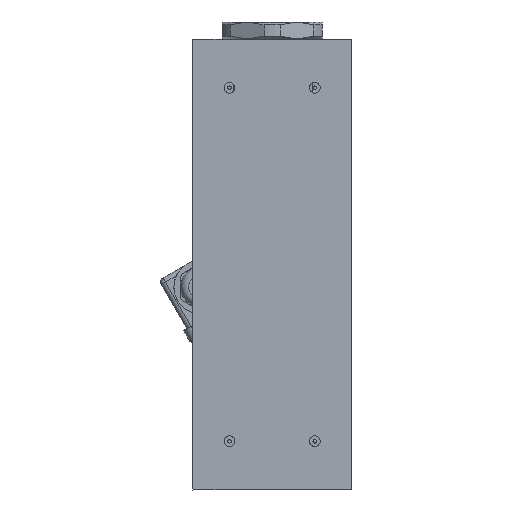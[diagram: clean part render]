
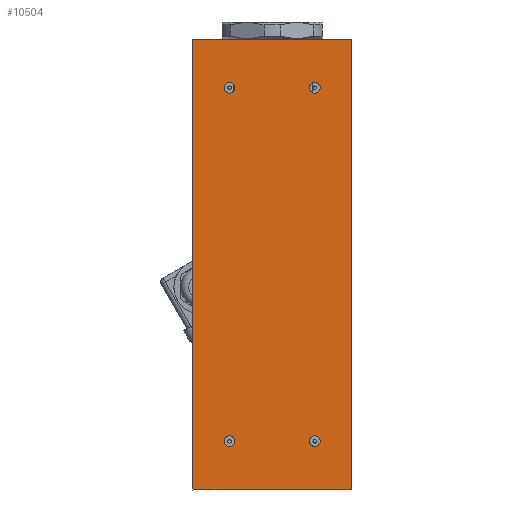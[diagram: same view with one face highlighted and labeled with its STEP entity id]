
A CAD part, front view. The second image highlights one B-rep face of the part: STEP entity #10504.
In plain terms, the highlighted planar face has unit normal (0, -1, 0).
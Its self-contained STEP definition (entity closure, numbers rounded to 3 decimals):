
#546=FACE_BOUND('',#1947,.T.);
#547=FACE_BOUND('',#1948,.T.);
#548=FACE_BOUND('',#1949,.T.);
#549=FACE_BOUND('',#1950,.T.);
#784=PLANE('',#11449);
#1273=FACE_OUTER_BOUND('',#1946,.T.);
#1946=EDGE_LOOP('',(#8402,#8403,#8404,#8405));
#1947=EDGE_LOOP('',(#8406));
#1948=EDGE_LOOP('',(#8407));
#1949=EDGE_LOOP('',(#8408));
#1950=EDGE_LOOP('',(#8409));
#2566=LINE('',#17543,#3338);
#2726=LINE('',#17899,#3498);
#2739=LINE('',#17951,#3511);
#2741=LINE('',#17954,#3513);
#3338=VECTOR('',#13347,10.);
#3498=VECTOR('',#13665,10.);
#3511=VECTOR('',#13728,10.);
#3513=VECTOR('',#13732,10.);
#4047=CIRCLE('',#11433,2.23);
#4049=CIRCLE('',#11437,2.23);
#4051=CIRCLE('',#11441,2.23);
#4053=CIRCLE('',#11445,2.23);
#4715=VERTEX_POINT('',#17536);
#4718=VERTEX_POINT('',#17541);
#4834=VERTEX_POINT('',#17895);
#4840=VERTEX_POINT('',#17916);
#4842=VERTEX_POINT('',#17924);
#4844=VERTEX_POINT('',#17932);
#4846=VERTEX_POINT('',#17940);
#4849=VERTEX_POINT('',#17949);
#5896=EDGE_CURVE('',#4718,#4715,#2566,.T.);
#6071=EDGE_CURVE('',#4715,#4834,#2726,.T.);
#6079=EDGE_CURVE('',#4840,#4840,#4047,.T.);
#6083=EDGE_CURVE('',#4842,#4842,#4049,.T.);
#6087=EDGE_CURVE('',#4844,#4844,#4051,.T.);
#6091=EDGE_CURVE('',#4846,#4846,#4053,.T.);
#6096=EDGE_CURVE('',#4718,#4849,#2739,.T.);
#6098=EDGE_CURVE('',#4849,#4834,#2741,.T.);
#8402=ORIENTED_EDGE('',*,*,#6098,.T.);
#8403=ORIENTED_EDGE('',*,*,#6071,.F.);
#8404=ORIENTED_EDGE('',*,*,#5896,.F.);
#8405=ORIENTED_EDGE('',*,*,#6096,.T.);
#8406=ORIENTED_EDGE('',*,*,#6079,.T.);
#8407=ORIENTED_EDGE('',*,*,#6083,.T.);
#8408=ORIENTED_EDGE('',*,*,#6087,.T.);
#8409=ORIENTED_EDGE('',*,*,#6091,.T.);
#10504=ADVANCED_FACE('',(#1273,#546,#547,#548,#549),#784,.T.);
#11433=AXIS2_PLACEMENT_3D('',#17917,#13687,#13688);
#11437=AXIS2_PLACEMENT_3D('',#17925,#13697,#13698);
#11441=AXIS2_PLACEMENT_3D('',#17933,#13707,#13708);
#11445=AXIS2_PLACEMENT_3D('',#17941,#13717,#13718);
#11449=AXIS2_PLACEMENT_3D('',#17953,#13730,#13731);
#13347=DIRECTION('',(1.,0.,0.));
#13665=DIRECTION('',(0.,0.,-1.));
#13687=DIRECTION('center_axis',(0.,1.,0.));
#13688=DIRECTION('ref_axis',(-1.,0.,0.));
#13697=DIRECTION('center_axis',(0.,1.,0.));
#13698=DIRECTION('ref_axis',(-1.,0.,0.));
#13707=DIRECTION('center_axis',(0.,1.,0.));
#13708=DIRECTION('ref_axis',(-1.,0.,0.));
#13717=DIRECTION('center_axis',(0.,1.,0.));
#13718=DIRECTION('ref_axis',(-1.,0.,0.));
#13728=DIRECTION('',(0.,0.,-1.));
#13730=DIRECTION('center_axis',(0.,-1.,0.));
#13731=DIRECTION('ref_axis',(0.,0.,
1.));
#13732=DIRECTION('',(1.,0.,0.));
#17536=CARTESIAN_POINT('',(-95.378,-235.484,369.394));
#17541=CARTESIAN_POINT('',(-160.378,-235.484,369.394));
#17543=CARTESIAN_POINT('',(-160.378,-235.484,369.394));
#17895=CARTESIAN_POINT('',(-95.378,-235.484,184.394));
#17899=CARTESIAN_POINT('',(-95.378,-235.484,369.394));
#17916=CARTESIAN_POINT('',(-143.149,-235.484,204.394));
#17917=CARTESIAN_POINT('Origin',(-145.378,-235.484,204.394));
#17924=CARTESIAN_POINT('',(-108.149,-235.484,349.394));
#17925=CARTESIAN_POINT('Origin',(-110.378,-235.484,349.394));
#17932=CARTESIAN_POINT('',(-108.149,-235.484,204.394));
#17933=CARTESIAN_POINT('Origin',(-110.378,-235.484,204.394));
#17940=CARTESIAN_POINT('',(-143.149,-235.484,349.394));
#17941=CARTESIAN_POINT('Origin',(-145.378,-235.484,349.394));
#17949=CARTESIAN_POINT('',(-160.378,-235.484,184.394));
#17951=CARTESIAN_POINT('',(-160.378,-235.484,369.394));
#17953=CARTESIAN_POINT('Origin',(-160.378,-235.484,369.394));
#17954=CARTESIAN_POINT('',(-160.378,-235.484,184.394));
